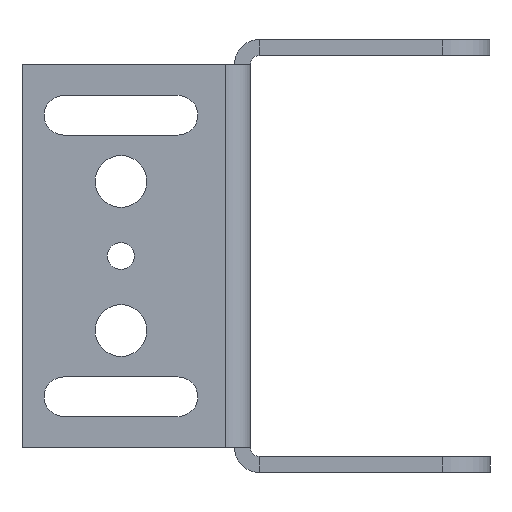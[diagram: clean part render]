
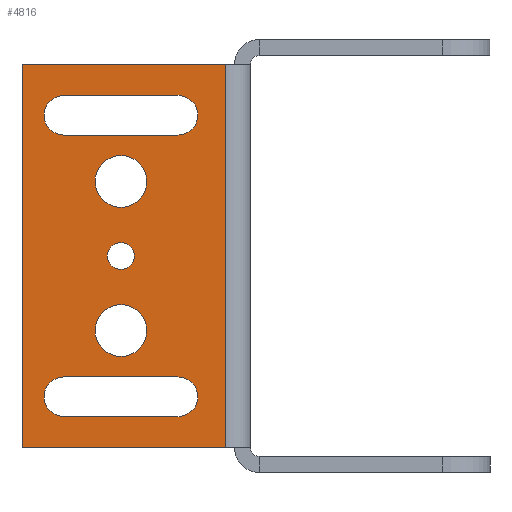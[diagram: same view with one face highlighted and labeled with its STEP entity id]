
A CAD part, left-side view. The second image highlights one B-rep face of the part: STEP entity #4816.
In plain terms, the highlighted planar face has unit normal (-1, 0, 0).
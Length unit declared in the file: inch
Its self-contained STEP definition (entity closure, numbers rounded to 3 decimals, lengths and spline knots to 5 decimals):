
#153=DIRECTION('',(0.,1.,0.));
#154=VECTOR('',#153,1.3354);
#155=CARTESIAN_POINT('',(-0.1046,0.06,1.2575));
#156=LINE('',#155,#154);
#165=DIRECTION('',(0.,0.,-1.));
#166=VECTOR('',#165,2.515);
#167=CARTESIAN_POINT('',(-0.1046,0.06,1.2575));
#168=LINE('',#167,#166);
#169=CARTESIAN_POINT('',(-0.1046,0.7454,0.));
#170=DIRECTION('',(-1.,0.,0.));
#171=DIRECTION('',(0.,0.,1.));
#172=AXIS2_PLACEMENT_3D('',#169,#170,#171);
#174=CARTESIAN_POINT('',(-0.1046,0.7454,0.));
#175=DIRECTION('',(-1.,0.,0.));
#176=DIRECTION('',(0.,0.,-1.));
#177=AXIS2_PLACEMENT_3D('',#174,#175,#176);
#179=DIRECTION('',(0.,-1.,0.));
#180=VECTOR('',#179,0.75);
#181=CARTESIAN_POINT('',(-0.1046,1.1204,-0.795));
#182=LINE('',#181,#180);
#183=CARTESIAN_POINT('',(-0.1046,1.1204,-0.925));
#184=DIRECTION('',(-1.,0.,0.));
#185=DIRECTION('',(0.,0.,1.));
#186=AXIS2_PLACEMENT_3D('',#183,#184,#185);
#188=DIRECTION('',(0.,1.,0.));
#189=VECTOR('',#188,0.75);
#190=CARTESIAN_POINT('',(-0.1046,0.3704,-1.055));
#191=LINE('',#190,#189);
#192=CARTESIAN_POINT('',(-0.1046,0.3704,-0.925));
#193=DIRECTION('',(-1.,0.,0.));
#194=DIRECTION('',(0.,0.,-1.));
#195=AXIS2_PLACEMENT_3D('',#192,#193,#194);
#197=CARTESIAN_POINT('',(-0.1046,1.1204,0.925));
#198=DIRECTION('',(-1.,0.,0.));
#199=DIRECTION('',(0.,0.,1.));
#200=AXIS2_PLACEMENT_3D('',#197,#198,#199);
#202=DIRECTION('',(0.,1.,0.));
#203=VECTOR('',#202,0.75);
#204=CARTESIAN_POINT('',(-0.1046,0.3704,0.795));
#205=LINE('',#204,#203);
#206=CARTESIAN_POINT('',(-0.1046,0.3704,0.925));
#207=DIRECTION('',(-1.,0.,0.));
#208=DIRECTION('',(0.,0.,-1.));
#209=AXIS2_PLACEMENT_3D('',#206,#207,#208);
#211=DIRECTION('',(0.,-1.,0.));
#212=VECTOR('',#211,0.75);
#213=CARTESIAN_POINT('',(-0.1046,1.1204,1.055));
#214=LINE('',#213,#212);
#215=CARTESIAN_POINT('',(-0.1046,0.7454,-0.49));
#216=DIRECTION('',(-1.,0.,0.));
#217=DIRECTION('',(0.,0.,1.));
#218=AXIS2_PLACEMENT_3D('',#215,#216,#217);
#220=CARTESIAN_POINT('',(-0.1046,0.7454,-0.49));
#221=DIRECTION('',(-1.,0.,0.));
#222=DIRECTION('',(0.,0.,-1.));
#223=AXIS2_PLACEMENT_3D('',#220,#221,#222);
#225=CARTESIAN_POINT('',(-0.1046,0.7454,0.49));
#226=DIRECTION('',(-1.,0.,0.));
#227=DIRECTION('',(0.,0.,1.));
#228=AXIS2_PLACEMENT_3D('',#225,#226,#227);
#230=CARTESIAN_POINT('',(-0.1046,0.7454,0.49));
#231=DIRECTION('',(-1.,0.,0.));
#232=DIRECTION('',(0.,0.,-1.));
#233=AXIS2_PLACEMENT_3D('',#230,#231,#232);
#235=DIRECTION('',(0.,1.,0.));
#236=VECTOR('',#235,1.3354);
#237=CARTESIAN_POINT('',(-0.1046,0.06,-1.2575));
#238=LINE('',#237,#236);
#3357=DIRECTION('',(0.,0.,-1.));
#3358=VECTOR('',#3357,2.515);
#3359=CARTESIAN_POINT('',(-0.1046,1.3954,1.2575));
#3360=LINE('',#3359,#3358);
#3597=CARTESIAN_POINT('',(-0.1046,0.06,1.2575));
#3598=CARTESIAN_POINT('',(-0.1046,1.3954,1.2575));
#3599=VERTEX_POINT('',#3597);
#3600=VERTEX_POINT('',#3598);
#3601=CARTESIAN_POINT('',(-0.1046,0.06,-1.2575));
#3602=CARTESIAN_POINT('',(-0.1046,1.3954,-1.2575));
#3603=VERTEX_POINT('',#3601);
#3604=VERTEX_POINT('',#3602);
#4473=CARTESIAN_POINT('',(-0.1046,0.7454,0.0885));
#4474=CARTESIAN_POINT('',(-0.1046,0.7454,-0.0885));
#4475=VERTEX_POINT('',#4473);
#4476=VERTEX_POINT('',#4474);
#4493=CARTESIAN_POINT('',(-0.1046,1.1204,1.055));
#4494=CARTESIAN_POINT('',(-0.1046,1.1204,0.795));
#4495=VERTEX_POINT('',#4493);
#4496=VERTEX_POINT('',#4494);
#4497=CARTESIAN_POINT('',(-0.1046,0.3704,1.055));
#4498=VERTEX_POINT('',#4497);
#4499=CARTESIAN_POINT('',(-0.1046,0.3704,0.795));
#4500=VERTEX_POINT('',#4499);
#4501=CARTESIAN_POINT('',(-0.1046,1.1204,-0.795));
#4502=CARTESIAN_POINT('',(-0.1046,0.3704,-0.795));
#4503=VERTEX_POINT('',#4501);
#4504=VERTEX_POINT('',#4502);
#4505=CARTESIAN_POINT('',(-0.1046,0.3704,-1.055));
#4506=VERTEX_POINT('',#4505);
#4507=CARTESIAN_POINT('',(-0.1046,1.1204,-1.055));
#4508=VERTEX_POINT('',#4507);
#4509=CARTESIAN_POINT('',(-0.1046,0.7454,-0.32));
#4510=CARTESIAN_POINT('',(-0.1046,0.7454,-0.66));
#4511=VERTEX_POINT('',#4509);
#4512=VERTEX_POINT('',#4510);
#4513=CARTESIAN_POINT('',(-0.1046,0.7454,0.66));
#4514=CARTESIAN_POINT('',(-0.1046,0.7454,0.32));
#4515=VERTEX_POINT('',#4513);
#4516=VERTEX_POINT('',#4514);
#4765=CARTESIAN_POINT('',(-0.1046,0.06,1.2575));
#4766=DIRECTION('',(-1.,0.,0.));
#4767=DIRECTION('',(0.,1.,0.));
#4768=AXIS2_PLACEMENT_3D('',#4765,#4766,#4767);
#4769=PLANE('',#4768);
#4770=ORIENTED_EDGE('',*,*,#4755,.F.);
#4771=ORIENTED_EDGE('',*,*,#4732,.T.);
#4773=ORIENTED_EDGE('',*,*,#4772,.T.);
#4775=ORIENTED_EDGE('',*,*,#4774,.F.);
#4776=EDGE_LOOP('',(#4770,#4771,#4773,#4775));
#4777=FACE_OUTER_BOUND('',#4776,.F.);
#4779=ORIENTED_EDGE('',*,*,#4778,.T.);
#4781=ORIENTED_EDGE('',*,*,#4780,.T.);
#4782=EDGE_LOOP('',(#4779,#4781));
#4783=FACE_BOUND('',#4782,.F.);
#4785=ORIENTED_EDGE('',*,*,#4784,.F.);
#4787=ORIENTED_EDGE('',*,*,#4786,.T.);
#4789=ORIENTED_EDGE('',*,*,#4788,.F.);
#4791=ORIENTED_EDGE('',*,*,#4790,.T.);
#4792=EDGE_LOOP('',(#4785,#4787,#4789,#4791));
#4793=FACE_BOUND('',#4792,.F.);
#4795=ORIENTED_EDGE('',*,*,#4794,.T.);
#4797=ORIENTED_EDGE('',*,*,#4796,.F.);
#4799=ORIENTED_EDGE('',*,*,#4798,.T.);
#4801=ORIENTED_EDGE('',*,*,#4800,.F.);
#4802=EDGE_LOOP('',(#4795,#4797,#4799,#4801));
#4803=FACE_BOUND('',#4802,.F.);
#4805=ORIENTED_EDGE('',*,*,#4804,.T.);
#4807=ORIENTED_EDGE('',*,*,#4806,.T.);
#4808=EDGE_LOOP('',(#4805,#4807));
#4809=FACE_BOUND('',#4808,.F.);
#4811=ORIENTED_EDGE('',*,*,#4810,.T.);
#4813=ORIENTED_EDGE('',*,*,#4812,.T.);
#4814=EDGE_LOOP('',(#4811,#4813));
#4815=FACE_BOUND('',#4814,.F.);
#4816=ADVANCED_FACE('',(#4777,#4783,#4793,#4803,#4809,#4815),#4769,.T.);
#173=CIRCLE('',#172,0.0885);
#178=CIRCLE('',#177,0.0885);
#187=CIRCLE('',#186,0.13);
#196=CIRCLE('',#195,0.13);
#201=CIRCLE('',#200,0.13);
#210=CIRCLE('',#209,0.13);
#219=CIRCLE('',#218,0.17);
#224=CIRCLE('',#223,0.17);
#229=CIRCLE('',#228,0.17);
#234=CIRCLE('',#233,0.17);
#4732=EDGE_CURVE('',#3599,#3603,#168,.T.);
#4755=EDGE_CURVE('',#3599,#3600,#156,.T.);
#4772=EDGE_CURVE('',#3603,#3604,#238,.T.);
#4774=EDGE_CURVE('',#3600,#3604,#3360,.T.);
#4778=EDGE_CURVE('',#4475,#4476,#173,.T.);
#4780=EDGE_CURVE('',#4476,#4475,#178,.T.);
#4784=EDGE_CURVE('',#4503,#4504,#182,.T.);
#4786=EDGE_CURVE('',#4503,#4508,#187,.T.);
#4788=EDGE_CURVE('',#4506,#4508,#191,.T.);
#4790=EDGE_CURVE('',#4506,#4504,#196,.T.);
#4794=EDGE_CURVE('',#4495,#4496,#201,.T.);
#4796=EDGE_CURVE('',#4500,#4496,#205,.T.);
#4798=EDGE_CURVE('',#4500,#4498,#210,.T.);
#4800=EDGE_CURVE('',#4495,#4498,#214,.T.);
#4804=EDGE_CURVE('',#4511,#4512,#219,.T.);
#4806=EDGE_CURVE('',#4512,#4511,#224,.T.);
#4810=EDGE_CURVE('',#4515,#4516,#229,.T.);
#4812=EDGE_CURVE('',#4516,#4515,#234,.T.);
